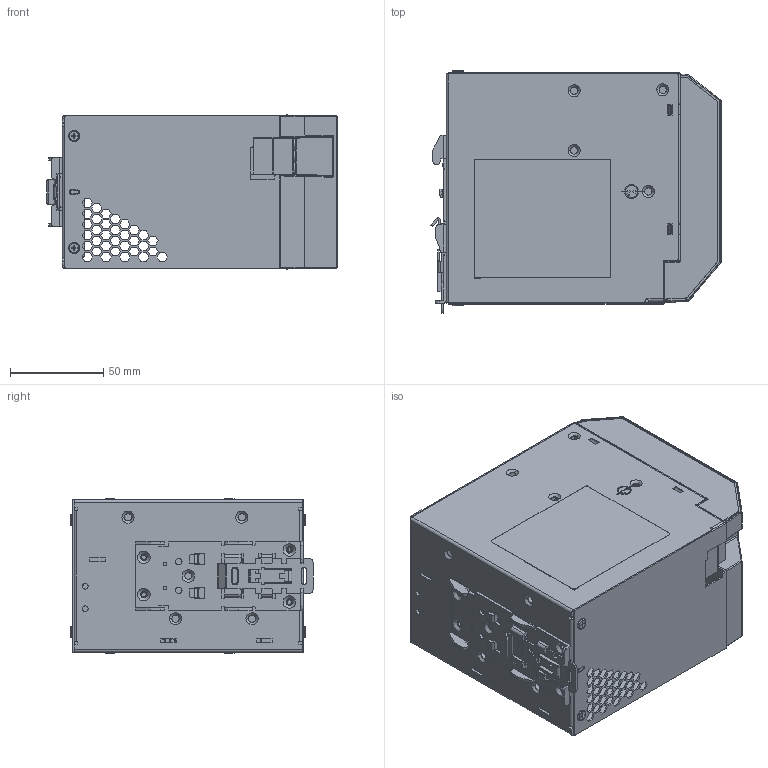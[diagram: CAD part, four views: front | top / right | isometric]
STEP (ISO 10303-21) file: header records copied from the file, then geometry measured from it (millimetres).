
FILE_DESCRIPTION (( 'STEP AP214' ), '1' );
FILE_NAME ('PSD24-480-L.STEP', '2020-09-02T13:24:01', ( '' ), ( '' ), 'SwSTEP 2.0', 'SolidWorks 2019', '' );
FILE_SCHEMA (( 'AUTOMOTIVE_DESIGN' ));
Length unit declared in the file: inch
Products named in the file (1): PSD24-480-L
Bounding box: 155.75 x 130.01 x 82.6 mm (x, y, z)
Volume: 137094 mm3; surface area: 207999.8 mm2
Topology: 32 solids, 35 shells, 3358 faces, 9126 edges, 5979 vertices
Faces by surface type: plane 2481, cylinder 565, cone 228, bspline 55, sphere 16, torus 13
Full cylindrical faces by diameter (mm): 1 x2, 2 x2, 3.2 x2, 3.4 x2, 3.5 x2, 3.7 x1, 3.9 x6, 4 x6, 4.9 x3, 5.75 x3, 6 x4
Entity records: 154401 total; most frequent: CARTESIAN_POINT 25552, ORIENTED_EDGE 18040, DIRECTION 16592, EDGE_CURVE 9020, LINE 6906, VECTOR 6906, VERTEX_POINT 5938, AXIS2_PLACEMENT_3D 4843
